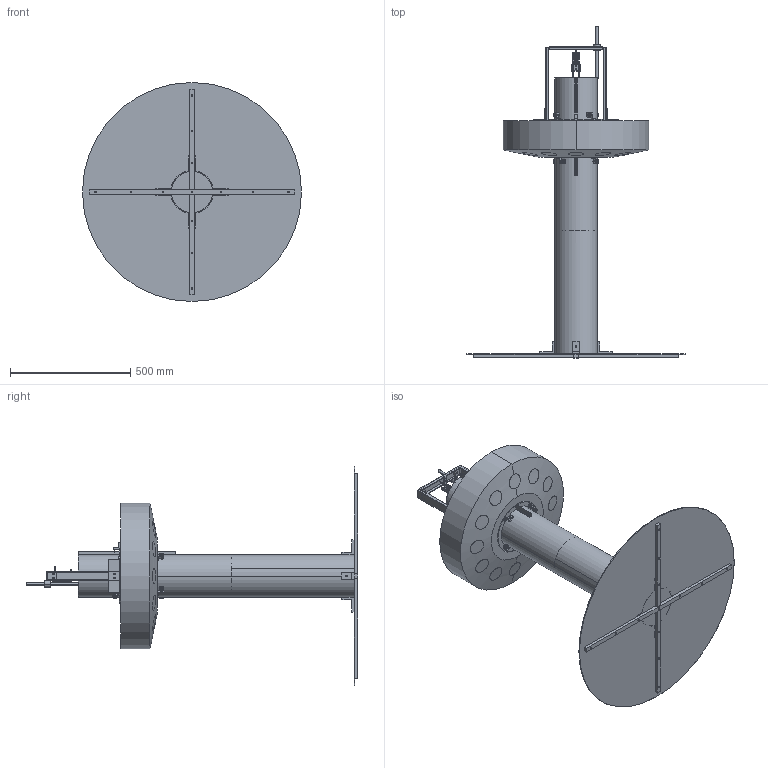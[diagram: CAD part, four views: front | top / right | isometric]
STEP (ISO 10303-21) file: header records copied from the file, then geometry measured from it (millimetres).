
FILE_DESCRIPTION (( 'STEP AP203' ), '1' );
FILE_NAME ('RM3-Complete(hidden).STEP', '2018-07-16T19:59:41', ( '' ), ( '' ), 'SwSTEP 2.0', 'SolidWorks 2018', '' );
FILE_SCHEMA (( 'CONFIG_CONTROL_DESIGN' ));
Length unit declared in the file: millimetre
Products named in the file (41): Float Ring; Roller Bracket; Cylinder Mount Angle2; part3^Cylinder, Valve, Assembly; LC Bracket1; Water Ballast; Reaction Plate AL6061 .125; 1_33 20m Float JE 10-14-11; linear pot short; Cylinder Mount 1a; Clippard Needle Valve; Pipe Cylinder Mount; Bimba 7_16 dxde Cylinder body_stillwater; Roller_3668K26; part5^Cylinder, Valve, Assembly; Float 1_33 4m height; Surface Float Base Angle; 1_33 20m Damping Plate and Pipe JE 10-14-11; Clippard Elbow; load cell arm; Damping plate bracket; Composite AL damping plate2; Aluminum Guide Channel .5in; Part1^Cylinder, Valve, Assembly; Float Ring Underside; Surface Float 20m 1_33; AL Cross Bar2; Surface Float Base Vertical Channel; Cylinder, Valve, Assembly; Bimba 7_16 dxde Cylinder rod_Lower; Surface Float Base Horzontal2; Float Ballast 1; AL Cross Bar1; Roller_3668K22; Transducer II v2 tested; RM3-Complete(hidden); Roller Bracket2; Epoxy wedge; LC Fixture config 4; Cylinder Mount Angle ...
Assembly tree (86 placements, depth 4):
  RM3-Complete(hidden)
    1_33 20m Damping Plate and Pipe JE 10-14-11
      Composite AL damping plate2
        Reaction Plate AL6061 .125
        AL Cross Bar1
        AL Cross Bar2
      Central Pipe
      Aluminum Guide Channel .5in
      Water Ballast
      Damping plate bracket  x4
    1_33 20m Float JE 10-14-11
      Float 1_33 4m height
        Surface Float 20m 1_33
        Float Ring
        Roller Bracket2  x8
        Roller_3668K26  x8
        Float Ring Underside
        Float Ballast 1  x12
        Epoxy wedge  x12
        Roller Bracket
        Roller_3668K22
      Surface Float Base Angle  x2
      Cylinder Mount Angle  x2
      Surface Float Base Vertical Channel  x2
      Surface Float Base Horzontal2
    Cylinder, Valve, Assembly  x2
      Bimba 7_16 dxde Cylinder body_stillwater
      Clippard Needle Valve
      Part1^Cylinder, Valve, Assembly
      Clippard Elbow
      part3^Cylinder, Valve, Assembly
      part5^Cylinder, Valve, Assembly
    Bimba 7_16 dxde Cylinder rod_Lower  x2
    Pipe Cylinder Mount
      Cylinder Mount 1a
      Cylinder Mount Angle2  x2
    linear pot short
    LC Fixture config 4
      LC Bracket1
      load cell arm
      Transducer II v2 tested
Bounding box: 909.09 x 1377.62 x 909.09 mm (x, y, z)
Volume: 53022910.9 mm3; surface area: 4794024.3 mm2
Topology: 88 solids, 88 shells, 1173 faces, 2676 edges, 1750 vertices
Faces by surface type: cylinder 602, plane 485, bspline 40, cone 30, torus 16
Entity records: 27181 total; most frequent: CARTESIAN_POINT 6361, DIRECTION 3383, ORIENTED_EDGE 2934, EDGE_CURVE 1467, AXIS2_PLACEMENT_3D 1315, VERTEX_POINT 964, EDGE_LOOP 815, LINE 753
